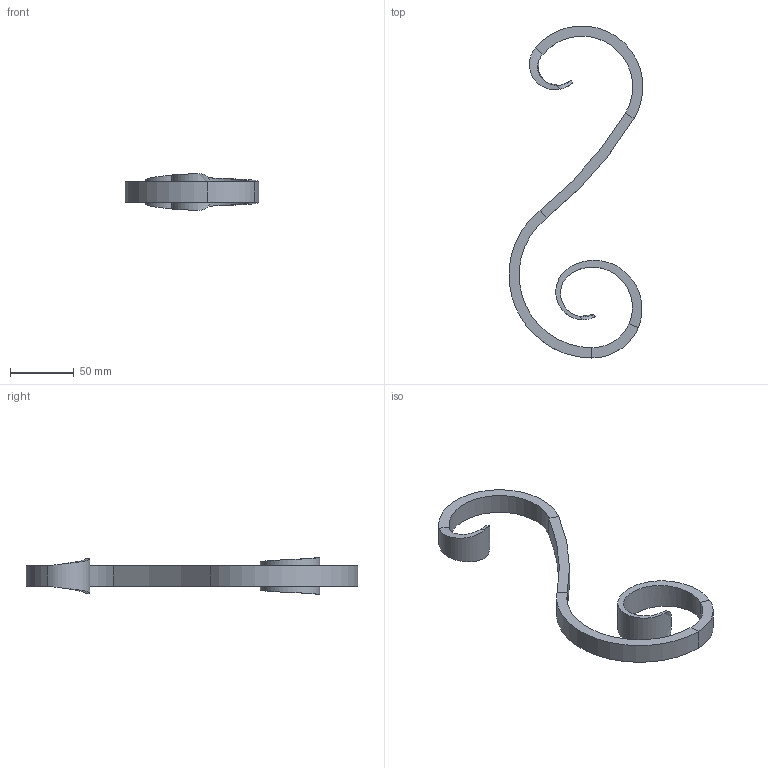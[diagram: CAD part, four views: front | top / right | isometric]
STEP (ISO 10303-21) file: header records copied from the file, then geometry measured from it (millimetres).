
FILE_DESCRIPTION (( 'STEP AP203' ), '1' );
FILE_NAME ('3087.step', '2022-10-07T10:11:19', ( '' ), ( '' ), 'SwSTEP 2.0', 'SolidWorks 2018', '' );
FILE_SCHEMA (( 'CONFIG_CONTROL_DESIGN' ));
Length unit declared in the file: millimetre
Products named in the file (1): 3087
Bounding box: 104.77 x 259.95 x 28.95 mm (x, y, z)
Volume: 76122.1 mm3; surface area: 31613.4 mm2
Topology: 1 solids, 1 shells, 242 faces, 643 edges, 422 vertices
Faces by surface type: bspline 139, plane 95, cylinder 8
Entity records: 12515 total; most frequent: CARTESIAN_POINT 7644, ORIENTED_EDGE 1286, EDGE_CURVE 643, DIRECTION 457, VERTEX_POINT 422, B_SPLINE_CURVE_WITH_KNOTS 410, EDGE_LOOP 261, FACE_OUTER_BOUND 242
